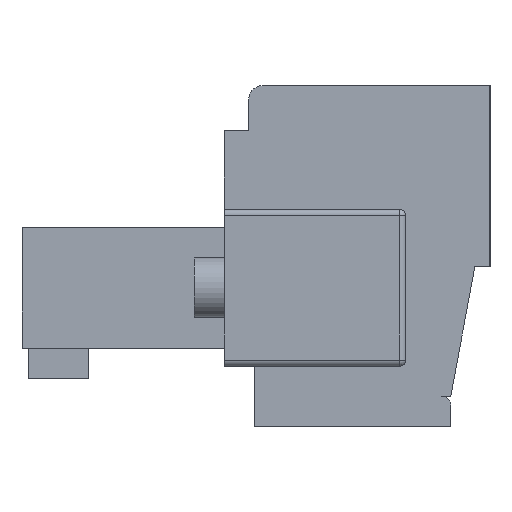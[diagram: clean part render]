
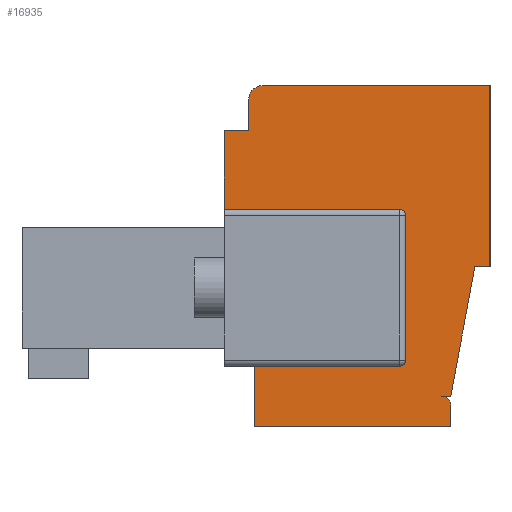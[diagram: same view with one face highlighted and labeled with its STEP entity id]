
A CAD part, left-side view. The second image highlights one B-rep face of the part: STEP entity #16935.
In plain terms, the highlighted planar face has unit normal (-1, 0, 0).
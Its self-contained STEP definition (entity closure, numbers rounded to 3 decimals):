
#54 = VECTOR ( 'NONE', #11753, 1000. ) ;
#118 = VERTEX_POINT ( 'NONE', #21338 ) ;
#122 = CARTESIAN_POINT ( 'NONE',  ( -46.115, -0.25, 10.8 ) ) ;
#133 = CARTESIAN_POINT ( 'NONE',  ( -46.115, 0.25, 11.3 ) ) ;
#1019 = CARTESIAN_POINT ( 'NONE',  ( -46.115, 0.25, 10.8 ) ) ;
#1084 = VERTEX_POINT ( 'NONE', #2806 ) ;
#1121 = VERTEX_POINT ( 'NONE', #10086 ) ;
#1353 = DIRECTION ( 'NONE',  ( 0., 0., -1. ) ) ;
#1406 = VECTOR ( 'NONE', #17804, 1000. ) ;
#1944 = EDGE_CURVE ( 'NONE', #3019, #118, #2696, .T. ) ;
#2056 = CARTESIAN_POINT ( 'NONE',  ( -46.115, -6.15, 1. ) ) ;
#2088 = DIRECTION ( 'NONE',  ( 0., -1., 0. ) ) ;
#2151 = EDGE_CURVE ( 'NONE', #3019, #10624, #3678, .T. ) ;
#2199 = ORIENTED_EDGE ( 'NONE', *, *, #21094, .F. ) ;
#2338 = CIRCLE ( 'NONE', #19895, 0.2 ) ;
#2562 = CARTESIAN_POINT ( 'NONE',  ( -46.115, -4.75, 2.2 ) ) ;
#2619 = LINE ( 'NONE', #9794, #22178 ) ;
#2696 = LINE ( 'NONE', #13152, #2969 ) ;
#2806 = CARTESIAN_POINT ( 'NONE',  ( -46.115, -6.45, 0. ) ) ;
#2815 = CARTESIAN_POINT ( 'NONE',  ( -46.115, -7.75, 5.3 ) ) ;
#2969 = VECTOR ( 'NONE', #9874, 1000. ) ;
#2974 = LINE ( 'NONE', #10138, #7755 ) ;
#3019 = VERTEX_POINT ( 'NONE', #11267 ) ;
#3129 = CARTESIAN_POINT ( 'NONE',  ( -46.115, 0.05, 2. ) ) ;
#3399 = VECTOR ( 'NONE', #5270, 1000. ) ;
#3678 = CIRCLE ( 'NONE', #16793, 0.5 ) ;
#3837 = DIRECTION ( 'NONE',  ( 0., 0., -1. ) ) ;
#3920 = EDGE_CURVE ( 'NONE', #15489, #5819, #4100, .T. ) ;
#4077 = ORIENTED_EDGE ( 'NONE', *, *, #19002, .F. ) ;
#4100 = LINE ( 'NONE', #9289, #12311 ) ;
#4117 = CARTESIAN_POINT ( 'NONE',  ( -46.115, 0.25, 9.8 ) ) ;
#4697 = CARTESIAN_POINT ( 'NONE',  ( -46.115, -5.25, 1. ) ) ;
#5064 = EDGE_CURVE ( 'NONE', #1084, #17334, #2974, .T. ) ;
#5270 = DIRECTION ( 'NONE',  ( 0., 0., -1. ) ) ;
#5297 = ORIENTED_EDGE ( 'NONE', *, *, #5064, .T. ) ;
#5363 = EDGE_CURVE ( 'NONE', #18365, #1121, #21115, .T. ) ;
#5404 = VERTEX_POINT ( 'NONE', #13853 ) ;
#5617 = ORIENTED_EDGE ( 'NONE', *, *, #19587, .T. ) ;
#5819 = VERTEX_POINT ( 'NONE', #14838 ) ;
#5829 = DIRECTION ( 'NONE',  ( 0., 0., -1. ) ) ;
#5936 = DIRECTION ( 'NONE',  ( 1., 0., 0. ) ) ;
#6267 = LINE ( 'NONE', #20828, #6831 ) ;
#6454 = VECTOR ( 'NONE', #18438, 1000. ) ;
#6610 = CARTESIAN_POINT ( 'NONE',  ( -46.115, -7.25, 5.3 ) ) ;
#6830 = DIRECTION ( 'NONE',  ( 0., 0., -1. ) ) ;
#6831 = VECTOR ( 'NONE', #15437, 1000. ) ;
#7052 = CARTESIAN_POINT ( 'NONE',  ( -46.115, -4.95, 2. ) ) ;
#7168 = EDGE_CURVE ( 'NONE', #1121, #9632, #10052, .T. ) ;
#7250 = VERTEX_POINT ( 'NONE', #13704 ) ;
#7367 = CARTESIAN_POINT ( 'NONE',  ( -46.115, 0., 0. ) ) ;
#7482 = EDGE_CURVE ( 'NONE', #17334, #16716, #20904, .T. ) ;
#7755 = VECTOR ( 'NONE', #17289, 1000. ) ;
#7833 = CARTESIAN_POINT ( 'NONE',  ( -46.115, -7.75, 0. ) ) ;
#7888 = CARTESIAN_POINT ( 'NONE',  ( -46.115, 0.05, 2. ) ) ;
#7915 = VECTOR ( 'NONE', #8223, 1000. ) ;
#8115 = DIRECTION ( 'NONE',  ( 0., 0., -1. ) ) ;
#8223 = DIRECTION ( 'NONE',  ( 0., 1., 0. ) ) ;
#8247 = CARTESIAN_POINT ( 'NONE',  ( -46.115, -4.95, 7. ) ) ;
#8372 = LINE ( 'NONE', #4697, #54 ) ;
#9022 = DIRECTION ( 'NONE',  ( -1., 0., 0. ) ) ;
#9028 = VECTOR ( 'NONE', #2088, 1000. ) ;
#9289 = CARTESIAN_POINT ( 'NONE',  ( -46.115, -7.25, 5.3 ) ) ;
#9394 = EDGE_CURVE ( 'NONE', #20351, #10428, #21252, .T. ) ;
#9617 = CARTESIAN_POINT ( 'NONE',  ( -46.115, 1.05, 7.2 ) ) ;
#9627 = CARTESIAN_POINT ( 'NONE',  ( -46.115, -6.15, 0.7 ) ) ;
#9632 = VERTEX_POINT ( 'NONE', #9617 ) ;
#9755 = EDGE_CURVE ( 'NONE', #7250, #15489, #13502, .T. ) ;
#9794 = CARTESIAN_POINT ( 'NONE',  ( -46.115, -4.95, 7.2 ) ) ;
#9804 = EDGE_CURVE ( 'NONE', #14130, #1084, #11119, .T. ) ;
#9874 = DIRECTION ( 'NONE',  ( 0., -1., 0. ) ) ;
#9966 = CARTESIAN_POINT ( 'NONE',  ( -46.115, 0.05, 0. ) ) ;
#10052 = LINE ( 'NONE', #12159, #10402 ) ;
#10086 = CARTESIAN_POINT ( 'NONE',  ( -46.115, 1.05, 9.8 ) ) ;
#10138 = CARTESIAN_POINT ( 'NONE',  ( -46.115, -6.45, 11.3 ) ) ;
#10314 = CARTESIAN_POINT ( 'NONE',  ( -46.115, -7.75, 9.8 ) ) ;
#10402 = VECTOR ( 'NONE', #1353, 1000. ) ;
#10428 = VERTEX_POINT ( 'NONE', #21468 ) ;
#10624 = VERTEX_POINT ( 'NONE', #1019 ) ;
#10755 = VERTEX_POINT ( 'NONE', #22855 ) ;
#10919 = ORIENTED_EDGE ( 'NONE', *, *, #20413, .T. ) ;
#11119 = LINE ( 'NONE', #7833, #9028 ) ;
#11204 = VERTEX_POINT ( 'NONE', #3129 ) ;
#11267 = CARTESIAN_POINT ( 'NONE',  ( -46.115, -0.25, 11.3 ) ) ;
#11552 = ORIENTED_EDGE ( 'NONE', *, *, #9755, .F. ) ;
#11753 = DIRECTION ( 'NONE',  ( 0., 1., 0. ) ) ;
#12159 = CARTESIAN_POINT ( 'NONE',  ( -46.115, 1.05, 11.3 ) ) ;
#12311 = VECTOR ( 'NONE', #19955, 1000. ) ;
#12442 = VECTOR ( 'NONE', #17782, 1000. ) ;
#12461 = PLANE ( 'NONE',  #19192 ) ;
#13093 = ORIENTED_EDGE ( 'NONE', *, *, #7168, .T. ) ;
#13152 = CARTESIAN_POINT ( 'NONE',  ( -46.115, -7.75, 11.3 ) ) ;
#13324 = DIRECTION ( 'NONE',  ( 1., 0., 0. ) ) ;
#13391 = DIRECTION ( 'NONE',  ( -1., 0., 0. ) ) ;
#13502 = LINE ( 'NONE', #2815, #7915 ) ;
#13566 = ORIENTED_EDGE ( 'NONE', *, *, #5363, .T. ) ;
#13680 = ORIENTED_EDGE ( 'NONE', *, *, #9804, .T. ) ;
#13704 = CARTESIAN_POINT ( 'NONE',  ( -46.115, -7.75, 5.3 ) ) ;
#13853 = CARTESIAN_POINT ( 'NONE',  ( -46.115, -4.75, 7.2 ) ) ;
#14130 = VERTEX_POINT ( 'NONE', #9966 ) ;
#14275 = CARTESIAN_POINT ( 'NONE',  ( -46.115, -4.95, 2. ) ) ;
#14727 = ORIENTED_EDGE ( 'NONE', *, *, #2151, .T. ) ;
#14838 = CARTESIAN_POINT ( 'NONE',  ( -46.115, -6.45, 1. ) ) ;
#14913 = AXIS2_PLACEMENT_3D ( 'NONE', #9627, #13391, #8115 ) ;
#14916 = DIRECTION ( 'NONE',  ( 1., 0., 0. ) ) ;
#15049 = LINE ( 'NONE', #7888, #6454 ) ;
#15080 = CARTESIAN_POINT ( 'NONE',  ( -46.115, -4.75, 7. ) ) ;
#15437 = DIRECTION ( 'NONE',  ( 0., 0., -1. ) ) ;
#15489 = VERTEX_POINT ( 'NONE', #6610 ) ;
#15866 = LINE ( 'NONE', #133, #21103 ) ;
#15976 = FACE_OUTER_BOUND ( 'NONE', #18558, .T. ) ;
#16032 = LINE ( 'NONE', #14275, #12442 ) ;
#16177 = EDGE_CURVE ( 'NONE', #10428, #10755, #2338, .T. ) ;
#16660 = DIRECTION ( 'NONE',  ( 0., 0., -1. ) ) ;
#16716 = VERTEX_POINT ( 'NONE', #2056 ) ;
#16793 = AXIS2_PLACEMENT_3D ( 'NONE', #122, #9022, #3837 ) ;
#16935 = ADVANCED_FACE ( 'NONE', ( #15976 ), #12461, .F. ) ;
#16943 = DIRECTION ( 'NONE',  ( 0., 1., 0. ) ) ;
#17170 = ORIENTED_EDGE ( 'NONE', *, *, #19814, .T. ) ;
#17289 = DIRECTION ( 'NONE',  ( 0., 0., 1. ) ) ;
#17334 = VERTEX_POINT ( 'NONE', #21554 ) ;
#17689 = AXIS2_PLACEMENT_3D ( 'NONE', #15080, #13324, #20463 ) ;
#17782 = DIRECTION ( 'NONE',  ( 0., 1., 0. ) ) ;
#17804 = DIRECTION ( 'NONE',  ( 0., 1., 0. ) ) ;
#18365 = VERTEX_POINT ( 'NONE', #4117 ) ;
#18438 = DIRECTION ( 'NONE',  ( 0., 0., -1. ) ) ;
#18558 = EDGE_LOOP ( 'NONE', ( #22688, #19708, #14727, #10919, #13566, #13093, #2199, #17170, #21356, #21045, #5617, #18689, #13680, #5297, #22051, #4077, #22408, #11552 ) ) ;
#18689 = ORIENTED_EDGE ( 'NONE', *, *, #21429, .T. ) ;
#19002 = EDGE_CURVE ( 'NONE', #5819, #16716, #8372, .T. ) ;
#19192 = AXIS2_PLACEMENT_3D ( 'NONE', #7367, #5936, #5829 ) ;
#19587 = EDGE_CURVE ( 'NONE', #10755, #11204, #16032, .T. ) ;
#19708 = ORIENTED_EDGE ( 'NONE', *, *, #1944, .F. ) ;
#19814 = EDGE_CURVE ( 'NONE', #5404, #20351, #19919, .T. ) ;
#19895 = AXIS2_PLACEMENT_3D ( 'NONE', #2562, #14916, #16660 ) ;
#19919 = CIRCLE ( 'NONE', #17689, 0.2 ) ;
#19955 = DIRECTION ( 'NONE',  ( 0., 0.183, -0.983 ) ) ;
#20351 = VERTEX_POINT ( 'NONE', #8247 ) ;
#20413 = EDGE_CURVE ( 'NONE', #10624, #18365, #15866, .T. ) ;
#20463 = DIRECTION ( 'NONE',  ( 0., 0., -1. ) ) ;
#20828 = CARTESIAN_POINT ( 'NONE',  ( -46.115, -7.75, 10.7 ) ) ;
#20904 = CIRCLE ( 'NONE', #14913, 0.3 ) ;
#21045 = ORIENTED_EDGE ( 'NONE', *, *, #16177, .T. ) ;
#21094 = EDGE_CURVE ( 'NONE', #5404, #9632, #2619, .T. ) ;
#21103 = VECTOR ( 'NONE', #6830, 1000. ) ;
#21112 = EDGE_CURVE ( 'NONE', #118, #7250, #6267, .T. ) ;
#21115 = LINE ( 'NONE', #10314, #1406 ) ;
#21252 = LINE ( 'NONE', #7052, #3399 ) ;
#21338 = CARTESIAN_POINT ( 'NONE',  ( -46.115, -7.75, 11.3 ) ) ;
#21356 = ORIENTED_EDGE ( 'NONE', *, *, #9394, .T. ) ;
#21429 = EDGE_CURVE ( 'NONE', #11204, #14130, #15049, .T. ) ;
#21468 = CARTESIAN_POINT ( 'NONE',  ( -46.115, -4.95, 2.2 ) ) ;
#21554 = CARTESIAN_POINT ( 'NONE',  ( -46.115, -6.45, 0.7 ) ) ;
#22051 = ORIENTED_EDGE ( 'NONE', *, *, #7482, .T. ) ;
#22178 = VECTOR ( 'NONE', #16943, 1000. ) ;
#22408 = ORIENTED_EDGE ( 'NONE', *, *, #3920, .F. ) ;
#22688 = ORIENTED_EDGE ( 'NONE', *, *, #21112, .F. ) ;
#22855 = CARTESIAN_POINT ( 'NONE',  ( -46.115, -4.75, 2. ) ) ;
